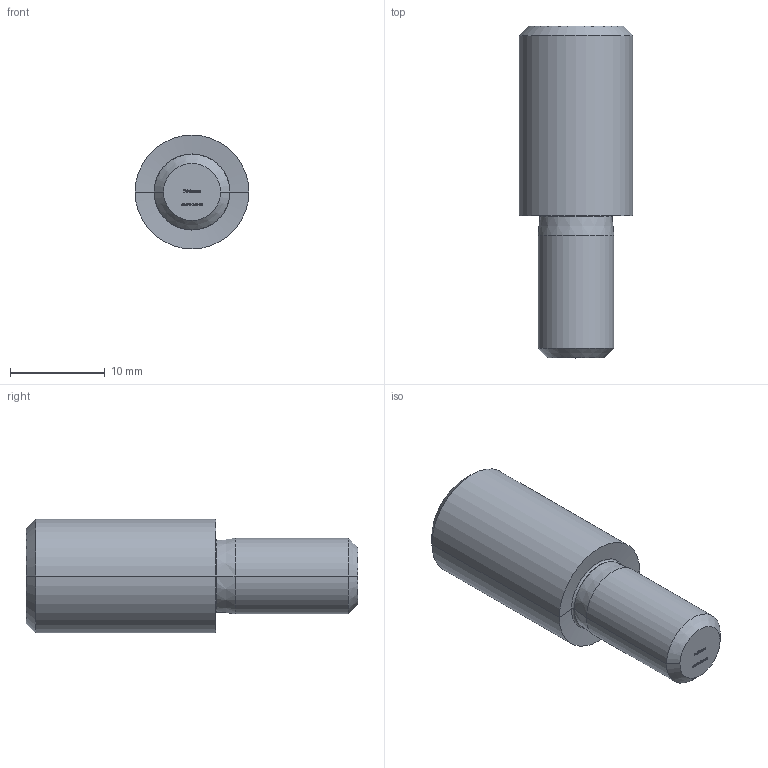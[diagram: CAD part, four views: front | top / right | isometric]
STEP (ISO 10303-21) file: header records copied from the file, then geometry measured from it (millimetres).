
FILE_DESCRIPTION (( 'STEP AP203' ), '1' );
FILE_NAME ('60671-240-12.STEP', '2019-02-25T14:53:40', ( '' ), ( '' ), 'SwSTEP 2.0', 'SolidWorks 2015', '' );
FILE_SCHEMA (( 'CONFIG_CONTROL_DESIGN' ));
Length unit declared in the file: millimetre
Products named in the file (1): 60671-240-12
Bounding box: 12 x 35 x 12 mm (x, y, z)
Volume: 2975.7 mm3; surface area: 1326 mm2
Topology: 1 solids, 1 shells, 253 faces, 655 edges, 432 vertices
Faces by surface type: plane 141, bspline 96, cone 8, torus 4, cylinder 4
Entity records: 13108 total; most frequent: CARTESIAN_POINT 7485, ORIENTED_EDGE 1310, DIRECTION 801, EDGE_CURVE 655, LINE 441, VECTOR 441, VERTEX_POINT 432, EDGE_LOOP 281
